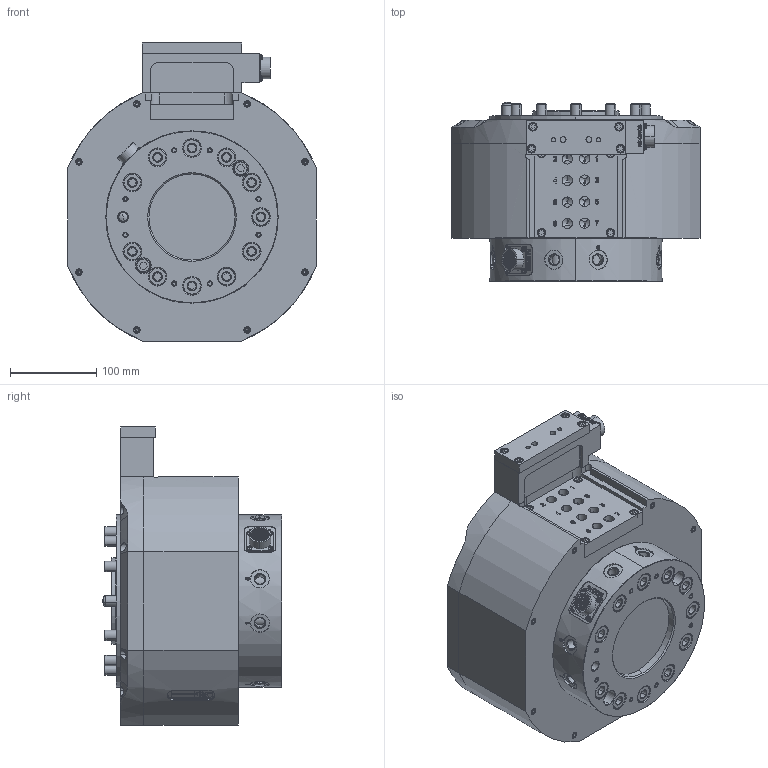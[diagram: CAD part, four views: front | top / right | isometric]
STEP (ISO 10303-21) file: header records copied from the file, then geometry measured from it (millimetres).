
FILE_DESCRIPTION (( 'STEP AP203' ), '1' );
FILE_NAME ('P1617.STEP', '2018-11-27T09:31:19', ( '' ), ( '' ), 'SwSTEP 2.0', 'SolidWorks 2017', '' );
FILE_SCHEMA (( 'CONFIG_CONTROL_DESIGN' ));
Length unit declared in the file: millimetre
Products named in the file (1): P1617
Bounding box: 288 x 207.8 x 346 mm (x, y, z)
Volume: 11513126.3 mm3; surface area: 978503.6 mm2
Topology: 116 solids, 117 shells, 3958 faces, 9495 edges, 6101 vertices
Faces by surface type: plane 1765, cylinder 1045, bspline 584, cone 476, torus 72, sphere 16
Entity records: 147947 total; most frequent: CARTESIAN_POINT 57561, ORIENTED_EDGE 18838, DIRECTION 17569, EDGE_CURVE 9419, VERTEX_POINT 6101, AXIS2_PLACEMENT_3D 6055, VECTOR 5459, LINE 5459
